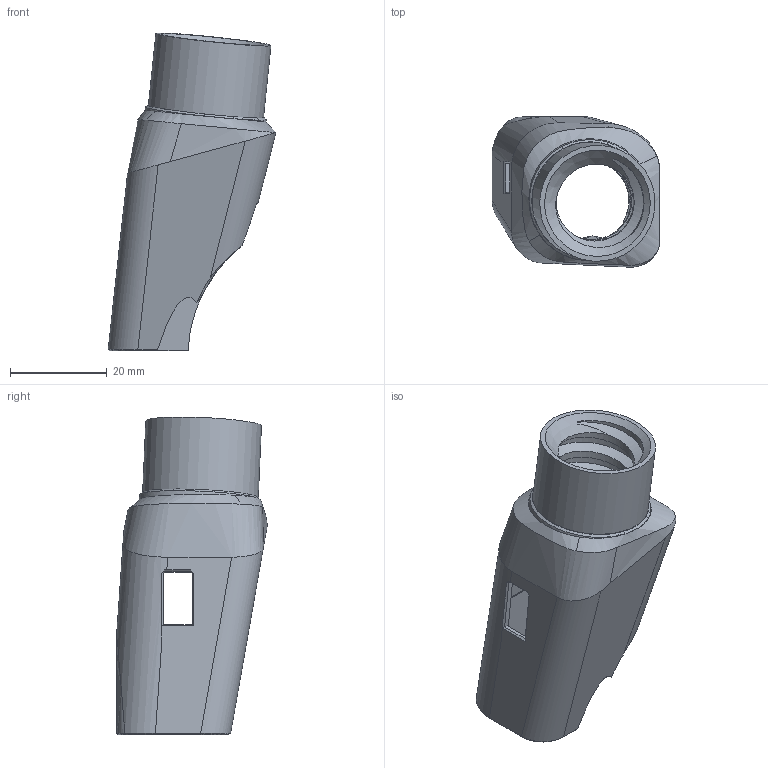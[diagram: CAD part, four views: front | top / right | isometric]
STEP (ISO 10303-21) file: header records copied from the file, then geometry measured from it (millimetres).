
FILE_DESCRIPTION(/* description */ (''),/* implementation_level */ '2;1');
FILE_NAME(/* name */ '',/* time_stamp */ '2026-01-12T12:15:22+03:00',/* author */ (''),/* organization */ (''),/* preprocessor_version */ 'ST-DEVELOPER v20.1',/* originating_system */ 'Autodesk Translation Framework v14.21.0.0',/* authorisation */ '');
FILE_SCHEMA (('AUTOMOTIVE_DESIGN { 1 0 10303 214 3 1 1 }'));
Length unit declared in the file: millimetre
Products named in the file (1): fan_to_hose_adapter_18mm_nidec_black^Copy of 装配002_voro
n 小书包  sfs  带fan 低成本涡轮套件_
默认.STEP_默认
Bounding box: 34.72 x 31.17 x 65.81 mm (x, y, z)
Volume: 8576.1 mm3; surface area: 9592 mm2
Topology: 1 solids, 1 shells, 103 faces, 277 edges, 175 vertices
Faces by surface type: bspline 43, plane 37, cylinder 19, cone 2, torus 2
Full cylindrical faces by diameter (mm): 16 x1, 20.053 x1, 24 x1
Entity records: 10552 total; most frequent: CARTESIAN_POINT 8316, ORIENTED_EDGE 554, DIRECTION 311, EDGE_CURVE 277, VERTEX_POINT 175, LINE 115, VECTOR 115, EDGE_LOOP 106
